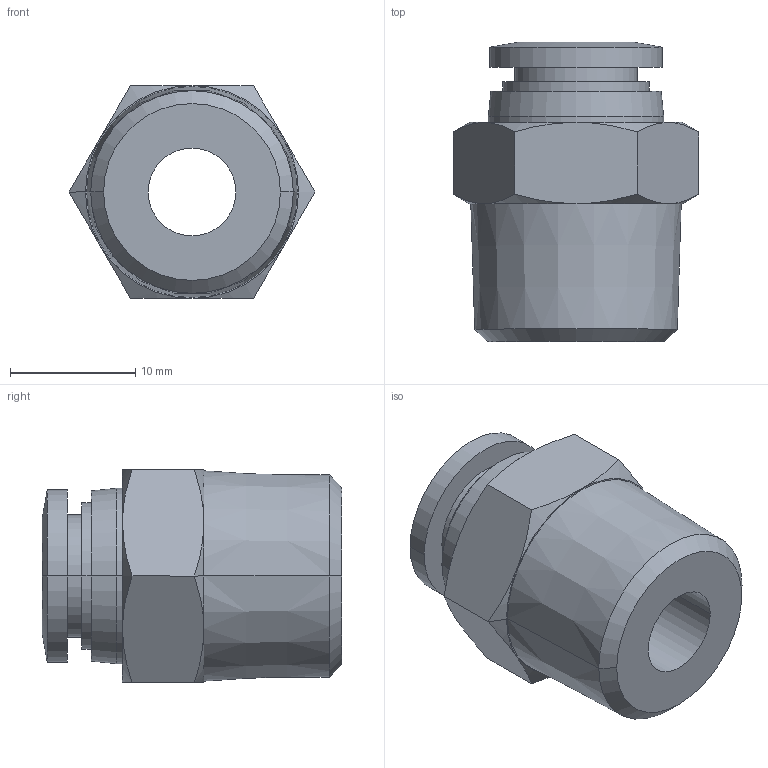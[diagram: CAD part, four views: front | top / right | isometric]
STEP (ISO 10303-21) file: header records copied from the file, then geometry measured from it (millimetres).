
FILE_DESCRIPTION (( 'STEP AP214' ), '1' );
FILE_NAME ('MS8M-38R.step', '2016-02-24T20:44:47', ( '' ), ( '' ), 'SwSTEP 2.0', 'SolidWorks 2015', '' );
FILE_SCHEMA (( 'AUTOMOTIVE_DESIGN' ));
Length unit declared in the file: inch
Products named in the file (1): MS8M-38R
Bounding box: 19.63 x 23.9 x 17 mm (x, y, z)
Volume: 3549.3 mm3; surface area: 2284 mm2
Topology: 1 solids, 1 shells, 50 faces, 106 edges, 64 vertices
Faces by surface type: cone 22, plane 14, cylinder 12, bspline 2
Entity records: 2130 total; most frequent: CARTESIAN_POINT 377, DIRECTION 230, ORIENTED_EDGE 212, EDGE_CURVE 106, AXIS2_PLACEMENT_3D 101, VERTEX_POINT 64, EDGE_LOOP 58, DIMENSIONAL_EXPONENTS 53
